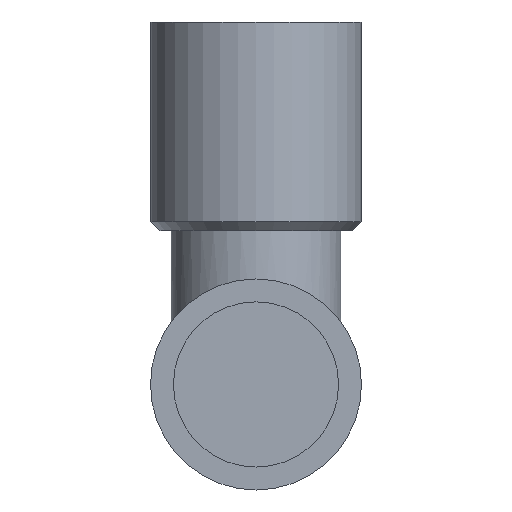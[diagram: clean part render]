
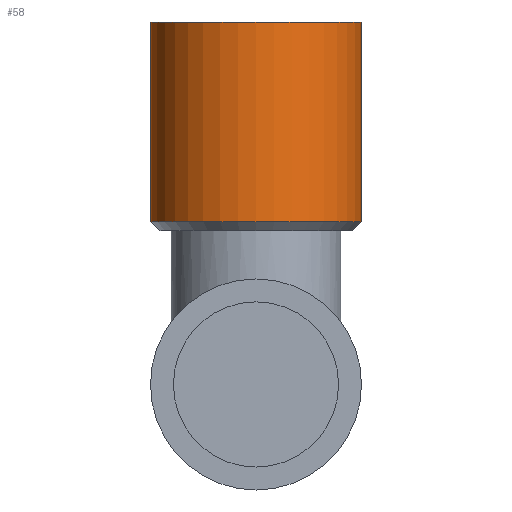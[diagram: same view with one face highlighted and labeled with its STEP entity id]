
A CAD part, front view. The second image highlights one B-rep face of the part: STEP entity #58.
In plain terms, the highlighted cylindrical face has radius 11.5 mm (diameter 23 mm), a full revolution.
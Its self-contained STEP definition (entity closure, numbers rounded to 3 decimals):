
#58 = ADVANCED_FACE( '', ( #126, #127 ), #128, .T. );
#126 = FACE_OUTER_BOUND( '', #203, .T. );
#127 = FACE_OUTER_BOUND( '', #204, .T. );
#128 = CYLINDRICAL_SURFACE( '', #205, 11.5 );
#203 = EDGE_LOOP( '', ( #290 ) );
#204 = EDGE_LOOP( '', ( #291 ) );
#205 = AXIS2_PLACEMENT_3D( '', #292, #293, #294 );
#290 = ORIENTED_EDGE( '', *, *, #349, .T. );
#291 = ORIENTED_EDGE( '', *, *, #369, .T. );
#292 = CARTESIAN_POINT( '', ( 0., 0., 16.75 ) );
#293 = DIRECTION( '', ( 0., 0., -1. ) );
#294 = DIRECTION( '', ( 1., 0., 0. ) );
#349 = EDGE_CURVE( '', #384, #384, #385, .F. );
#369 = EDGE_CURVE( '', #416, #416, #417, .T. );
#384 = VERTEX_POINT( '', #436 );
#385 = CIRCLE( '', #437, 11.5 );
#416 = VERTEX_POINT( '', #468 );
#417 = CIRCLE( '', #469, 11.5 );
#436 = CARTESIAN_POINT( '', ( -11.5, 0., 17.75 ) );
#437 = AXIS2_PLACEMENT_3D( '', #590, #591, #592 );
#468 = CARTESIAN_POINT( '', ( 11.5, 0., 39.5 ) );
#469 = AXIS2_PLACEMENT_3D( '', #626, #627, #628 );
#590 = CARTESIAN_POINT( '', ( 0., 0., 17.75 ) );
#591 = DIRECTION( '', ( 0., 0., -1. ) );
#592 = DIRECTION( '', ( -1., 0., 0. ) );
#626 = CARTESIAN_POINT( '', ( 0., 0., 39.5 ) );
#627 = DIRECTION( '', ( 0., 0., -1. ) );
#628 = DIRECTION( '', ( 1., 0., 0. ) );
